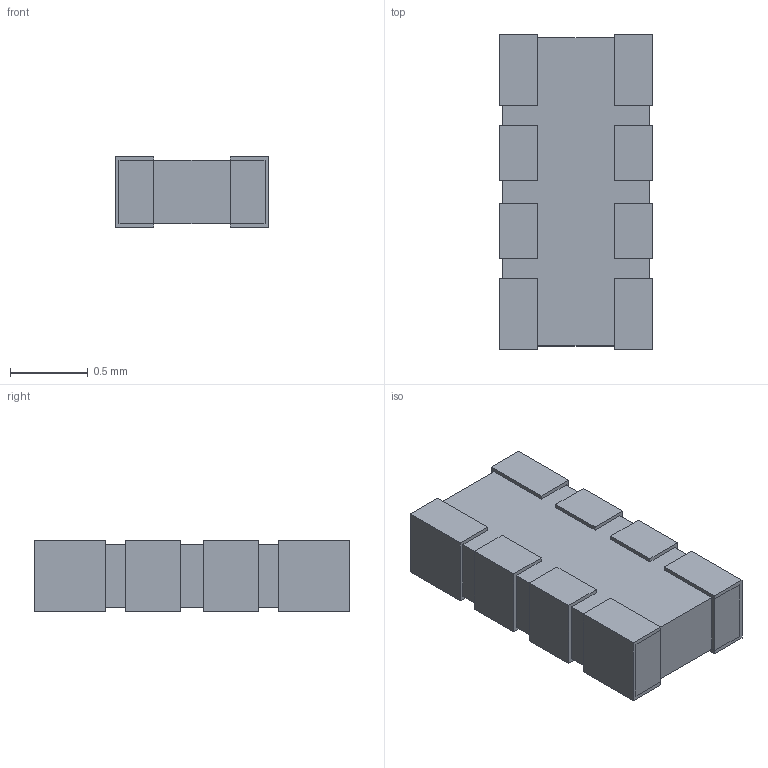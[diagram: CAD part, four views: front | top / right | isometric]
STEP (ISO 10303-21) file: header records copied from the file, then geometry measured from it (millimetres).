
FILE_DESCRIPTION(('STEP AP214'),'1');
FILE_NAME('C_ARRAY_EXB28V_PAN','2026-01-31T11:02:25',(''),(''),'','','');
FILE_SCHEMA(('AUTOMOTIVE_DESIGN'));
Length unit declared in the file: millimetre
Products named in the file (1): product
Bounding box: 0.99 x 2.03 x 0.46 mm (x, y, z)
Volume: 0.8 mm3; surface area: 13.4 mm2
Topology: 13 solids, 13 shells, 110 faces, 252 edges, 168 vertices
Faces by surface type: plane 110
Entity records: 3038 total; most frequent: ORIENTED_EDGE 504, DIRECTION 474, CARTESIAN_POINT 279, EDGE_CURVE 252, LINE 252, VECTOR 252, VERTEX_POINT 168, AXIS2_PLACEMENT_3D 111
